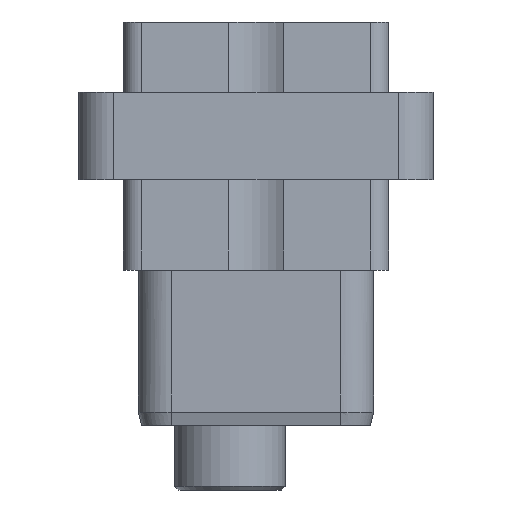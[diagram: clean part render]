
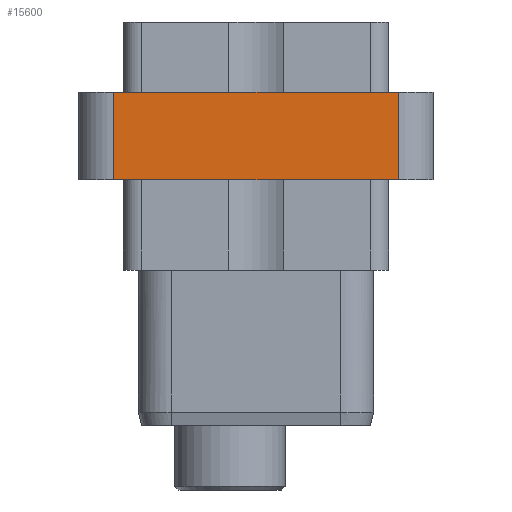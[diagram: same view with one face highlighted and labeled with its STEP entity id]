
A CAD part, left-side view. The second image highlights one B-rep face of the part: STEP entity #15600.
In plain terms, the highlighted planar face has unit normal (-1, 0, 0).
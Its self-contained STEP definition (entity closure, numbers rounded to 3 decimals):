
#5=DIRECTION('',(0.,-1.,0.));
#6=VECTOR('',#5,16.26);
#7=CARTESIAN_POINT('',(-43.95,8.13,-0.02));
#8=LINE('',#7,#6);
#89=DIRECTION('',(0.,0.,-1.));
#90=VECTOR('',#89,5.);
#91=CARTESIAN_POINT('',(-43.95,-8.13,4.98));
#92=LINE('',#91,#90);
#116=DIRECTION('',(0.,0.,-1.));
#117=VECTOR('',#116,5.);
#118=CARTESIAN_POINT('',(-43.95,8.13,4.98));
#119=LINE('',#118,#117);
#169=DIRECTION('',(0.,-1.,0.));
#170=VECTOR('',#169,16.26);
#171=CARTESIAN_POINT('',(-43.95,8.13,4.98));
#172=LINE('',#171,#170);
#12514=CARTESIAN_POINT('',(-43.95,8.13,4.98));
#12515=VERTEX_POINT('',#12514);
#12516=CARTESIAN_POINT('',(-43.95,8.13,-0.02));
#12517=VERTEX_POINT('',#12516);
#12518=CARTESIAN_POINT('',(-43.95,-8.13,4.98));
#12519=CARTESIAN_POINT('',(-43.95,-8.13,-0.02));
#12520=VERTEX_POINT('',#12518);
#12521=VERTEX_POINT('',#12519);
#15587=CARTESIAN_POINT('',(-43.95,10.13,0.));
#15588=DIRECTION('',(-1.,0.,0.));
#15589=DIRECTION('',(0.,-1.,0.));
#15590=AXIS2_PLACEMENT_3D('',#15587,#15588,#15589);
#15591=PLANE('',#15590);
#15593=ORIENTED_EDGE('',*,*,#15592,.F.);
#15595=ORIENTED_EDGE('',*,*,#15594,.T.);
#15596=ORIENTED_EDGE('',*,*,#15578,.T.);
#15597=ORIENTED_EDGE('',*,*,#15485,.F.);
#15598=EDGE_LOOP('',(#15593,#15595,#15596,#15597));
#15599=FACE_OUTER_BOUND('',#15598,.F.);
#15600=ADVANCED_FACE('',(#15599),#15591,.T.);
#15485=EDGE_CURVE('',#12517,#12521,#8,.T.);
#15578=EDGE_CURVE('',#12520,#12521,#92,.T.);
#15592=EDGE_CURVE('',#12515,#12517,#119,.T.);
#15594=EDGE_CURVE('',#12515,#12520,#172,.T.);
